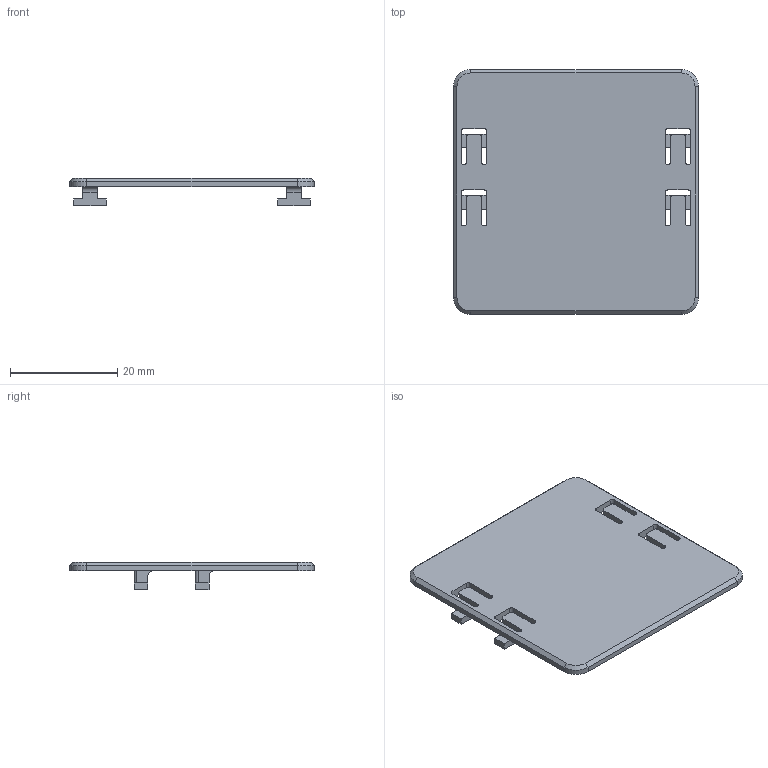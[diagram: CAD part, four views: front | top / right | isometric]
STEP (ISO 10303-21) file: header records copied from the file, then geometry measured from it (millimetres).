
FILE_DESCRIPTION (( 'STEP AP214' ), '1' );
FILE_NAME ('Puck Adapter Plate_20190319.STEP', '2019-03-19T18:48:20', ( 'Marc' ), ( '' ), 'SwSTEP 2.0', 'SolidWorks 2017', '' );
FILE_SCHEMA (( 'AUTOMOTIVE_DESIGN' ));
Length unit declared in the file: inch
Products named in the file (1): Puck Adapter Plate_20190319
Bounding box: 45.72 x 45.72 x 5.14 mm (x, y, z)
Volume: 3310.7 mm3; surface area: 4702.6 mm2
Topology: 1 solids, 1 shells, 102 faces, 292 edges, 192 vertices
Faces by surface type: plane 58, cylinder 40, cone 4
Entity records: 3392 total; most frequent: CARTESIAN_POINT 587, ORIENTED_EDGE 584, DIRECTION 582, EDGE_CURVE 292, VECTOR 208, LINE 208, VERTEX_POINT 192, AXIS2_PLACEMENT_3D 187
